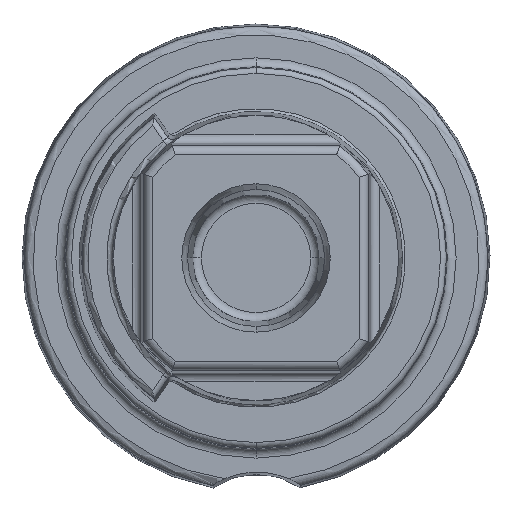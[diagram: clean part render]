
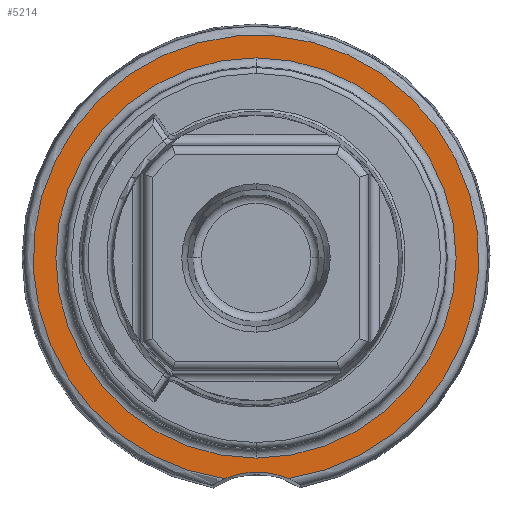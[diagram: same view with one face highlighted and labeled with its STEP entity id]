
A CAD part, front view. The second image highlights one B-rep face of the part: STEP entity #5214.
In plain terms, the highlighted planar face has unit normal (0, -1, 0).
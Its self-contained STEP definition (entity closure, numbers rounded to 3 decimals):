
#87=CARTESIAN_POINT('',(1.096,15.4,-7.486));
#94=CARTESIAN_POINT('',(0.,15.4,0.));
#95=DIRECTION('',(0.,-1.,0.));
#96=DIRECTION('',(0.145,0.,-0.989));
#97=AXIS2_PLACEMENT_3D('',#94,#95,#96);
#99=CARTESIAN_POINT('',(0.028,15.4,-9.966));
#100=DIRECTION('',(0.,1.,0.));
#101=DIRECTION('',(-0.401,0.,0.916));
#102=AXIS2_PLACEMENT_3D('',#99,#100,#101);
#104=CARTESIAN_POINT('',(0.,15.4,0.));
#105=DIRECTION('',(0.,1.,0.));
#106=DIRECTION('',(0.,0.,-1.));
#107=AXIS2_PLACEMENT_3D('',#104,#105,#106);
#109=CARTESIAN_POINT('',(0.,15.4,0.));
#110=DIRECTION('',(0.,1.,0.));
#111=DIRECTION('',(0.,0.,1.));
#112=AXIS2_PLACEMENT_3D('',#109,#110,#111);
#4848=VERTEX_POINT('',#87);
#4849=CARTESIAN_POINT('',(-1.054,15.4,-7.492));
#4850=VERTEX_POINT('',#4849);
#4851=CARTESIAN_POINT('',(0.,15.4,-6.795));
#4852=CARTESIAN_POINT('',(0.,15.4,6.795));
#4853=VERTEX_POINT('',#4851);
#4854=VERTEX_POINT('',#4852);
#5199=CARTESIAN_POINT('',(0.,15.4,0.037));
#5200=DIRECTION('',(0.,1.,0.));
#5201=DIRECTION('',(0.,0.,-1.));
#5202=AXIS2_PLACEMENT_3D('',#5199,#5200,#5201);
#5203=PLANE('',#5202);
#5204=ORIENTED_EDGE('',*,*,#5193,.F.);
#5205=ORIENTED_EDGE('',*,*,#5178,.F.);
#5206=EDGE_LOOP('',(#5204,#5205));
#5207=FACE_OUTER_BOUND('',#5206,.F.);
#5209=ORIENTED_EDGE('',*,*,#5208,.F.);
#5211=ORIENTED_EDGE('',*,*,#5210,.F.);
#5212=EDGE_LOOP('',(#5209,#5211));
#5213=FACE_BOUND('',#5212,.F.);
#98=CIRCLE('',#97,7.566);
#103=CIRCLE('',#102,2.7);
#108=CIRCLE('',#107,6.795);
#113=CIRCLE('',#112,6.795);
#5178=EDGE_CURVE('',#4850,#4848,#103,.T.);
#5193=EDGE_CURVE('',#4848,#4850,#98,.T.);
#5208=EDGE_CURVE('',#4853,#4854,#108,.T.);
#5210=EDGE_CURVE('',#4854,#4853,#113,.T.);
#5214=ADVANCED_FACE('',(#5207,#5213),#5203,.F.);
